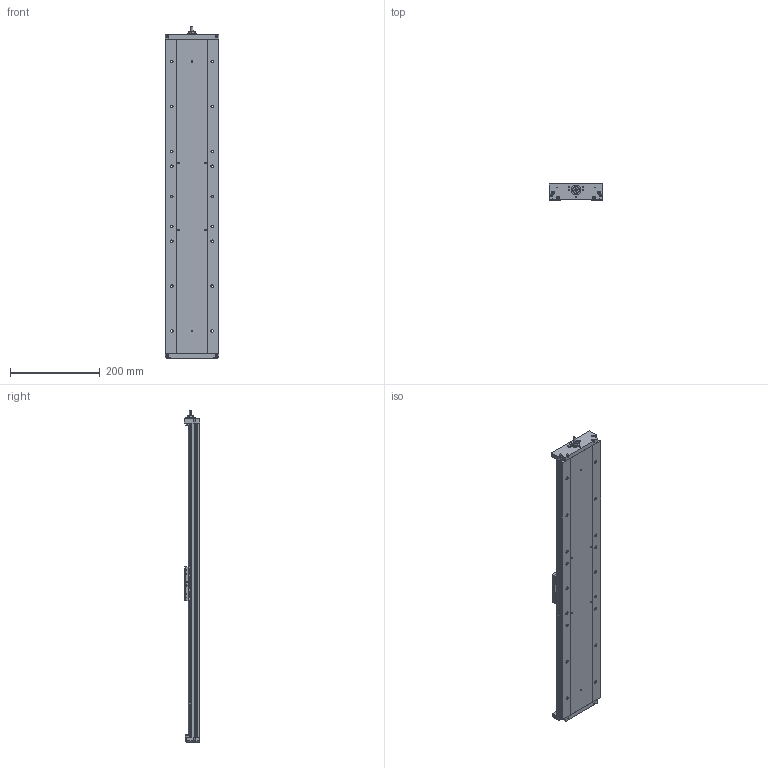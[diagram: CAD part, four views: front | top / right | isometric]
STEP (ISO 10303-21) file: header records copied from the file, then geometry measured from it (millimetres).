
FILE_DESCRIPTION (( 'STEP AP203' ), '1' );
FILE_NAME ('LAHP-33WTM610B10M.step', '2020-12-09T22:35:19', ( '' ), ( '' ), 'SwSTEP 2.0', 'SolidWorks 2019', '' );
FILE_SCHEMA (( 'CONFIG_CONTROL_DESIGN' ));
Length unit declared in the file: inch
Products named in the file (3): LAHP-33WTM610B10M_CARRIAGE; LAHP-33WTM610B10M_BASE; LAHP-33WTM610B10M
Assembly tree (2 placements, depth 2):
  LAHP-33WTM610B10M
    LAHP-33WTM610B10M_BASE
    LAHP-33WTM610B10M_CARRIAGE
Bounding box: 120 x 34.59 x 739.06 mm (x, y, z)
Volume: 1083505.5 mm3; surface area: 336281 mm2
Topology: 2 solids, 13 shells, 2047 faces, 4973 edges, 3062 vertices
Faces by surface type: cylinder 1026, plane 687, cone 314, bspline 14, torus 6
Entity records: 59640 total; most frequent: DIRECTION 10967, CARTESIAN_POINT 10724, ORIENTED_EDGE 9406, EDGE_CURVE 4703, AXIS2_PLACEMENT_3D 4294, VERTEX_POINT 3062, EDGE_LOOP 2515, LINE 2379
